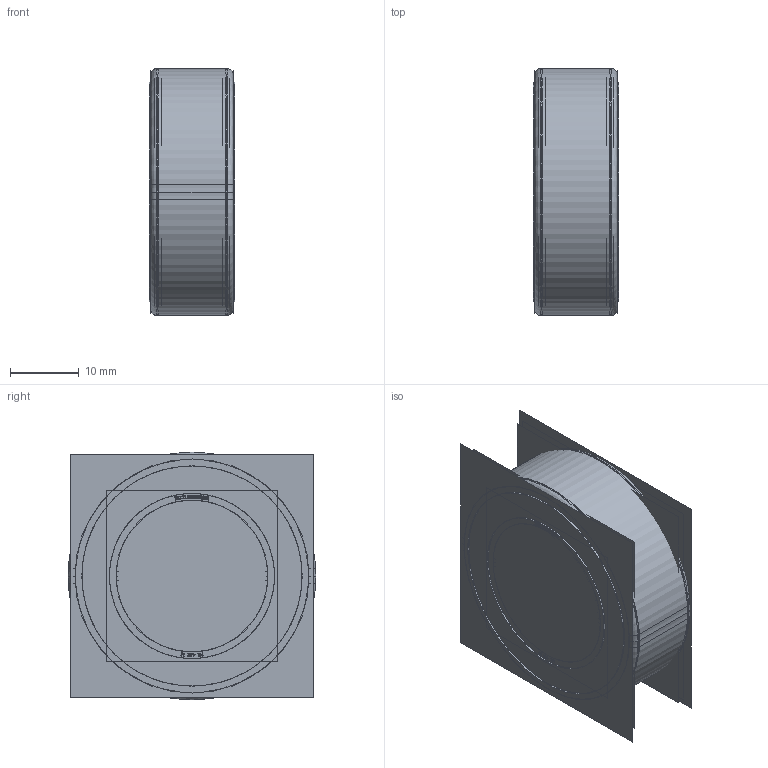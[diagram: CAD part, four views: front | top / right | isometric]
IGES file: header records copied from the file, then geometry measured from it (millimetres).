
Start section:  PTC IGES file: fr432m.igs
Global section: file name: fr432m.igs; native system: Creo Parametric by Parametric Technology Corporation; preprocessor: 2013150; author: sales 4; organization: Unknown; date: 20140326.143305; units: millimetre
Bounding box: 12.48 x 36 x 36 mm (x, y, z)
Volume: 6080.9 mm3; surface area: 57803.4 mm2
Topology: 32 solids, 32 shells, 2540 faces, 13460 edges, 17012 vertices
Faces by surface type: bspline 1340, revolution 1200
